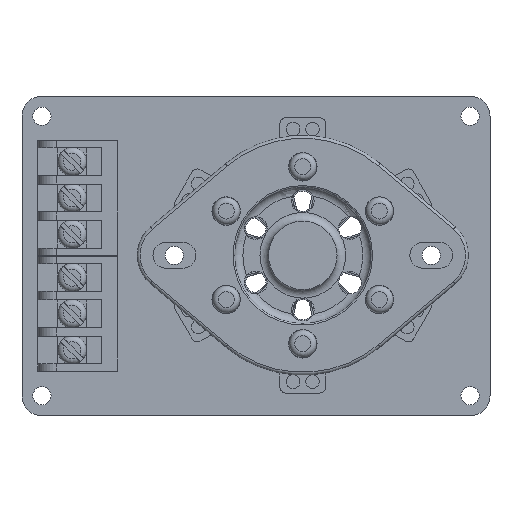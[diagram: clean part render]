
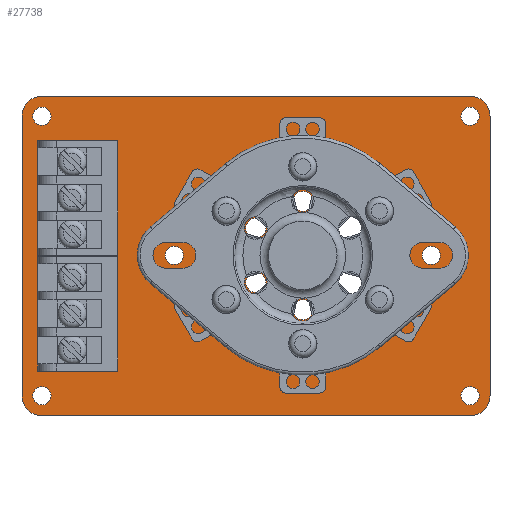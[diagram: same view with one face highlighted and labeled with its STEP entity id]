
A CAD part, top view. The second image highlights one B-rep face of the part: STEP entity #27738.
In plain terms, the highlighted planar face has unit normal (0, 0, 1).
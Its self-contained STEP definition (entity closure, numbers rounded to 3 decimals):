
#27391 = VERTEX_POINT('',#27392);
#27392 = CARTESIAN_POINT('',(164.5,-71.,1.6));
#27398 = EDGE_CURVE('',#27391,#27399,#27401,.T.);
#27399 = VERTEX_POINT('',#27400);
#27400 = CARTESIAN_POINT('',(168.,-74.5,1.6));
#27401 = CIRCLE('',#27402,3.5);
#27402 = AXIS2_PLACEMENT_3D('',#27403,#27404,#27405);
#27403 = CARTESIAN_POINT('',(164.5,-74.5,1.6));
#27404 = DIRECTION('',(0.,0.,-1.));
#27405 = DIRECTION('',(0.,1.,0.));
#27433 = VERTEX_POINT('',#27434);
#27434 = CARTESIAN_POINT('',(89.5,-71.,1.6));
#27440 = EDGE_CURVE('',#27433,#27391,#27441,.T.);
#27441 = LINE('',#27442,#27443);
#27442 = CARTESIAN_POINT('',(89.5,-71.,1.6));
#27443 = VECTOR('',#27444,1.);
#27444 = DIRECTION('',(1.,0.,0.));
#27462 = EDGE_CURVE('',#27399,#27463,#27465,.T.);
#27463 = VERTEX_POINT('',#27464);
#27464 = CARTESIAN_POINT('',(168.,-123.5,1.6));
#27465 = LINE('',#27466,#27467);
#27466 = CARTESIAN_POINT('',(168.,-74.5,1.6));
#27467 = VECTOR('',#27468,1.);
#27468 = DIRECTION('',(0.,-1.,0.));
#27738 = ADVANCED_FACE('',(#27739,#27785,#27796,#27807,#27818,#27829,
    #27840,#27851,#27862,#27873,#27884,#27895,#27906,#27917,#27928,
    #27939,#27950,#27961,#27972),#27983,.T.);
#27739 = FACE_BOUND('',#27740,.T.);
#27740 = EDGE_LOOP('',(#27741,#27742,#27743,#27752,#27760,#27769,#27777,
    #27784));
#27741 = ORIENTED_EDGE('',*,*,#27398,.F.);
#27742 = ORIENTED_EDGE('',*,*,#27440,.F.);
#27743 = ORIENTED_EDGE('',*,*,#27744,.F.);
#27744 = EDGE_CURVE('',#27745,#27433,#27747,.T.);
#27745 = VERTEX_POINT('',#27746);
#27746 = CARTESIAN_POINT('',(86.,-74.5,1.6));
#27747 = CIRCLE('',#27748,3.5);
#27748 = AXIS2_PLACEMENT_3D('',#27749,#27750,#27751);
#27749 = CARTESIAN_POINT('',(89.5,-74.5,1.6));
#27750 = DIRECTION('',(0.,0.,-1.));
#27751 = DIRECTION('',(-1.,0.,-0.));
#27752 = ORIENTED_EDGE('',*,*,#27753,.F.);
#27753 = EDGE_CURVE('',#27754,#27745,#27756,.T.);
#27754 = VERTEX_POINT('',#27755);
#27755 = CARTESIAN_POINT('',(86.,-123.5,1.6));
#27756 = LINE('',#27757,#27758);
#27757 = CARTESIAN_POINT('',(86.,-123.5,1.6));
#27758 = VECTOR('',#27759,1.);
#27759 = DIRECTION('',(0.,1.,0.));
#27760 = ORIENTED_EDGE('',*,*,#27761,.F.);
#27761 = EDGE_CURVE('',#27762,#27754,#27764,.T.);
#27762 = VERTEX_POINT('',#27763);
#27763 = CARTESIAN_POINT('',(89.5,-127.,1.6));
#27764 = CIRCLE('',#27765,3.5);
#27765 = AXIS2_PLACEMENT_3D('',#27766,#27767,#27768);
#27766 = CARTESIAN_POINT('',(89.5,-123.5,1.6));
#27767 = DIRECTION('',(0.,0.,-1.));
#27768 = DIRECTION('',(0.,-1.,0.));
#27769 = ORIENTED_EDGE('',*,*,#27770,.F.);
#27770 = EDGE_CURVE('',#27771,#27762,#27773,.T.);
#27771 = VERTEX_POINT('',#27772);
#27772 = CARTESIAN_POINT('',(164.5,-127.,1.6));
#27773 = LINE('',#27774,#27775);
#27774 = CARTESIAN_POINT('',(164.5,-127.,1.6));
#27775 = VECTOR('',#27776,1.);
#27776 = DIRECTION('',(-1.,0.,0.));
#27777 = ORIENTED_EDGE('',*,*,#27778,.F.);
#27778 = EDGE_CURVE('',#27463,#27771,#27779,.T.);
#27779 = CIRCLE('',#27780,3.5);
#27780 = AXIS2_PLACEMENT_3D('',#27781,#27782,#27783);
#27781 = CARTESIAN_POINT('',(164.5,-123.5,1.6));
#27782 = DIRECTION('',(0.,0.,-1.));
#27783 = DIRECTION('',(1.,0.,0.));
#27784 = ORIENTED_EDGE('',*,*,#27462,.F.);
#27785 = FACE_BOUND('',#27786,.T.);
#27786 = EDGE_LOOP('',(#27787));
#27787 = ORIENTED_EDGE('',*,*,#27788,.T.);
#27788 = EDGE_CURVE('',#27789,#27789,#27791,.T.);
#27789 = VERTEX_POINT('',#27790);
#27790 = CARTESIAN_POINT('',(89.5,-125.1,1.6));
#27791 = CIRCLE('',#27792,1.6);
#27792 = AXIS2_PLACEMENT_3D('',#27793,#27794,#27795);
#27793 = CARTESIAN_POINT('',(89.5,-123.5,1.6));
#27794 = DIRECTION('',(-0.,0.,-1.));
#27795 = DIRECTION('',(-0.,-1.,0.));
#27796 = FACE_BOUND('',#27797,.T.);
#27797 = EDGE_LOOP('',(#27798));
#27798 = ORIENTED_EDGE('',*,*,#27799,.T.);
#27799 = EDGE_CURVE('',#27800,#27800,#27802,.T.);
#27800 = VERTEX_POINT('',#27801);
#27801 = CARTESIAN_POINT('',(99.,-116.25,1.6));
#27802 = CIRCLE('',#27803,0.75);
#27803 = AXIS2_PLACEMENT_3D('',#27804,#27805,#27806);
#27804 = CARTESIAN_POINT('',(99.,-115.5,1.6));
#27805 = DIRECTION('',(-0.,0.,-1.));
#27806 = DIRECTION('',(-0.,-1.,0.));
#27807 = FACE_BOUND('',#27808,.T.);
#27808 = EDGE_LOOP('',(#27809));
#27809 = ORIENTED_EDGE('',*,*,#27810,.T.);
#27810 = EDGE_CURVE('',#27811,#27811,#27813,.T.);
#27811 = VERTEX_POINT('',#27812);
#27812 = CARTESIAN_POINT('',(99.,-109.9,1.6));
#27813 = CIRCLE('',#27814,0.75);
#27814 = AXIS2_PLACEMENT_3D('',#27815,#27816,#27817);
#27815 = CARTESIAN_POINT('',(99.,-109.15,1.6));
#27816 = DIRECTION('',(-0.,0.,-1.));
#27817 = DIRECTION('',(-0.,-1.,0.));
#27818 = FACE_BOUND('',#27819,.T.);
#27819 = EDGE_LOOP('',(#27820));
#27820 = ORIENTED_EDGE('',*,*,#27821,.T.);
#27821 = EDGE_CURVE('',#27822,#27822,#27824,.T.);
#27822 = VERTEX_POINT('',#27823);
#27823 = CARTESIAN_POINT('',(99.,-103.55,1.6));
#27824 = CIRCLE('',#27825,0.75);
#27825 = AXIS2_PLACEMENT_3D('',#27826,#27827,#27828);
#27826 = CARTESIAN_POINT('',(99.,-102.8,1.6));
#27827 = DIRECTION('',(-0.,0.,-1.));
#27828 = DIRECTION('',(-0.,-1.,0.));
#27829 = FACE_BOUND('',#27830,.T.);
#27830 = EDGE_LOOP('',(#27831));
#27831 = ORIENTED_EDGE('',*,*,#27832,.F.);
#27832 = EDGE_CURVE('',#27833,#27833,#27835,.T.);
#27833 = VERTEX_POINT('',#27834);
#27834 = CARTESIAN_POINT('',(128.7,-103.65,1.6));
#27835 = CIRCLE('',#27836,1.75);
#27836 = AXIS2_PLACEMENT_3D('',#27837,#27838,#27839);
#27837 = CARTESIAN_POINT('',(126.95,-103.65,1.6));
#27838 = DIRECTION('',(0.,0.,1.));
#27839 = DIRECTION('',(1.,0.,-0.));
#27840 = FACE_BOUND('',#27841,.T.);
#27841 = EDGE_LOOP('',(#27842));
#27842 = ORIENTED_EDGE('',*,*,#27843,.T.);
#27843 = EDGE_CURVE('',#27844,#27844,#27846,.T.);
#27844 = VERTEX_POINT('',#27845);
#27845 = CARTESIAN_POINT('',(164.5,-125.1,1.6));
#27846 = CIRCLE('',#27847,1.6);
#27847 = AXIS2_PLACEMENT_3D('',#27848,#27849,#27850);
#27848 = CARTESIAN_POINT('',(164.5,-123.5,1.6));
#27849 = DIRECTION('',(-0.,0.,-1.));
#27850 = DIRECTION('',(-0.,-1.,0.));
#27851 = FACE_BOUND('',#27852,.T.);
#27852 = EDGE_LOOP('',(#27853));
#27853 = ORIENTED_EDGE('',*,*,#27854,.F.);
#27854 = EDGE_CURVE('',#27855,#27855,#27857,.T.);
#27855 = VERTEX_POINT('',#27856);
#27856 = CARTESIAN_POINT('',(136.95,-108.4,1.6));
#27857 = CIRCLE('',#27858,1.75);
#27858 = AXIS2_PLACEMENT_3D('',#27859,#27860,#27861);
#27859 = CARTESIAN_POINT('',(135.2,-108.4,1.6));
#27860 = DIRECTION('',(0.,0.,1.));
#27861 = DIRECTION('',(1.,0.,-0.));
#27862 = FACE_BOUND('',#27863,.T.);
#27863 = EDGE_LOOP('',(#27864));
#27864 = ORIENTED_EDGE('',*,*,#27865,.F.);
#27865 = EDGE_CURVE('',#27866,#27866,#27868,.T.);
#27866 = VERTEX_POINT('',#27867);
#27867 = CARTESIAN_POINT('',(145.55,-103.65,1.6));
#27868 = CIRCLE('',#27869,2.1);
#27869 = AXIS2_PLACEMENT_3D('',#27870,#27871,#27872);
#27870 = CARTESIAN_POINT('',(143.45,-103.65,1.6));
#27871 = DIRECTION('',(0.,0.,1.));
#27872 = DIRECTION('',(1.,0.,-0.));
#27873 = FACE_BOUND('',#27874,.T.);
#27874 = EDGE_LOOP('',(#27875));
#27875 = ORIENTED_EDGE('',*,*,#27876,.T.);
#27876 = EDGE_CURVE('',#27877,#27877,#27879,.T.);
#27877 = VERTEX_POINT('',#27878);
#27878 = CARTESIAN_POINT('',(99.,-95.95,1.6));
#27879 = CIRCLE('',#27880,0.75);
#27880 = AXIS2_PLACEMENT_3D('',#27881,#27882,#27883);
#27881 = CARTESIAN_POINT('',(99.,-95.2,1.6));
#27882 = DIRECTION('',(-0.,0.,-1.));
#27883 = DIRECTION('',(-0.,-1.,0.));
#27884 = FACE_BOUND('',#27885,.T.);
#27885 = EDGE_LOOP('',(#27886));
#27886 = ORIENTED_EDGE('',*,*,#27887,.T.);
#27887 = EDGE_CURVE('',#27888,#27888,#27890,.T.);
#27888 = VERTEX_POINT('',#27889);
#27889 = CARTESIAN_POINT('',(99.,-89.6,1.6));
#27890 = CIRCLE('',#27891,0.75);
#27891 = AXIS2_PLACEMENT_3D('',#27892,#27893,#27894);
#27892 = CARTESIAN_POINT('',(99.,-88.85,1.6));
#27893 = DIRECTION('',(-0.,0.,-1.));
#27894 = DIRECTION('',(-0.,-1.,0.));
#27895 = FACE_BOUND('',#27896,.T.);
#27896 = EDGE_LOOP('',(#27897));
#27897 = ORIENTED_EDGE('',*,*,#27898,.F.);
#27898 = EDGE_CURVE('',#27899,#27899,#27901,.T.);
#27899 = VERTEX_POINT('',#27900);
#27900 = CARTESIAN_POINT('',(114.3,-98.9,1.6));
#27901 = CIRCLE('',#27902,1.6);
#27902 = AXIS2_PLACEMENT_3D('',#27903,#27904,#27905);
#27903 = CARTESIAN_POINT('',(112.7,-98.9,1.6));
#27904 = DIRECTION('',(0.,0.,1.));
#27905 = DIRECTION('',(1.,0.,-0.));
#27906 = FACE_BOUND('',#27907,.T.);
#27907 = EDGE_LOOP('',(#27908));
#27908 = ORIENTED_EDGE('',*,*,#27909,.F.);
#27909 = EDGE_CURVE('',#27910,#27910,#27912,.T.);
#27910 = VERTEX_POINT('',#27911);
#27911 = CARTESIAN_POINT('',(128.7,-94.15,1.6));
#27912 = CIRCLE('',#27913,1.75);
#27913 = AXIS2_PLACEMENT_3D('',#27914,#27915,#27916);
#27914 = CARTESIAN_POINT('',(126.95,-94.15,1.6));
#27915 = DIRECTION('',(0.,0.,1.));
#27916 = DIRECTION('',(1.,0.,-0.));
#27917 = FACE_BOUND('',#27918,.T.);
#27918 = EDGE_LOOP('',(#27919));
#27919 = ORIENTED_EDGE('',*,*,#27920,.T.);
#27920 = EDGE_CURVE('',#27921,#27921,#27923,.T.);
#27921 = VERTEX_POINT('',#27922);
#27922 = CARTESIAN_POINT('',(99.,-83.25,1.6));
#27923 = CIRCLE('',#27924,0.75);
#27924 = AXIS2_PLACEMENT_3D('',#27925,#27926,#27927);
#27925 = CARTESIAN_POINT('',(99.,-82.5,1.6));
#27926 = DIRECTION('',(-0.,0.,-1.));
#27927 = DIRECTION('',(-0.,-1.,0.));
#27928 = FACE_BOUND('',#27929,.T.);
#27929 = EDGE_LOOP('',(#27930));
#27930 = ORIENTED_EDGE('',*,*,#27931,.T.);
#27931 = EDGE_CURVE('',#27932,#27932,#27934,.T.);
#27932 = VERTEX_POINT('',#27933);
#27933 = CARTESIAN_POINT('',(89.5,-76.1,1.6));
#27934 = CIRCLE('',#27935,1.6);
#27935 = AXIS2_PLACEMENT_3D('',#27936,#27937,#27938);
#27936 = CARTESIAN_POINT('',(89.5,-74.5,1.6));
#27937 = DIRECTION('',(-0.,0.,-1.));
#27938 = DIRECTION('',(-0.,-1.,0.));
#27939 = FACE_BOUND('',#27940,.T.);
#27940 = EDGE_LOOP('',(#27941));
#27941 = ORIENTED_EDGE('',*,*,#27942,.F.);
#27942 = EDGE_CURVE('',#27943,#27943,#27945,.T.);
#27943 = VERTEX_POINT('',#27944);
#27944 = CARTESIAN_POINT('',(145.55,-94.15,1.6));
#27945 = CIRCLE('',#27946,2.1);
#27946 = AXIS2_PLACEMENT_3D('',#27947,#27948,#27949);
#27947 = CARTESIAN_POINT('',(143.45,-94.15,1.6));
#27948 = DIRECTION('',(0.,0.,1.));
#27949 = DIRECTION('',(1.,0.,-0.));
#27950 = FACE_BOUND('',#27951,.T.);
#27951 = EDGE_LOOP('',(#27952));
#27952 = ORIENTED_EDGE('',*,*,#27953,.F.);
#27953 = EDGE_CURVE('',#27954,#27954,#27956,.T.);
#27954 = VERTEX_POINT('',#27955);
#27955 = CARTESIAN_POINT('',(136.95,-89.4,1.6));
#27956 = CIRCLE('',#27957,1.75);
#27957 = AXIS2_PLACEMENT_3D('',#27958,#27959,#27960);
#27958 = CARTESIAN_POINT('',(135.2,-89.4,1.6));
#27959 = DIRECTION('',(0.,0.,1.));
#27960 = DIRECTION('',(1.,0.,-0.));
#27961 = FACE_BOUND('',#27962,.T.);
#27962 = EDGE_LOOP('',(#27963));
#27963 = ORIENTED_EDGE('',*,*,#27964,.F.);
#27964 = EDGE_CURVE('',#27965,#27965,#27967,.T.);
#27965 = VERTEX_POINT('',#27966);
#27966 = CARTESIAN_POINT('',(159.3,-98.9,1.6));
#27967 = CIRCLE('',#27968,1.6);
#27968 = AXIS2_PLACEMENT_3D('',#27969,#27970,#27971);
#27969 = CARTESIAN_POINT('',(157.7,-98.9,1.6));
#27970 = DIRECTION('',(0.,0.,1.));
#27971 = DIRECTION('',(1.,0.,-0.));
#27972 = FACE_BOUND('',#27973,.T.);
#27973 = EDGE_LOOP('',(#27974));
#27974 = ORIENTED_EDGE('',*,*,#27975,.T.);
#27975 = EDGE_CURVE('',#27976,#27976,#27978,.T.);
#27976 = VERTEX_POINT('',#27977);
#27977 = CARTESIAN_POINT('',(164.5,-76.1,1.6));
#27978 = CIRCLE('',#27979,1.6);
#27979 = AXIS2_PLACEMENT_3D('',#27980,#27981,#27982);
#27980 = CARTESIAN_POINT('',(164.5,-74.5,1.6));
#27981 = DIRECTION('',(-0.,0.,-1.));
#27982 = DIRECTION('',(-0.,-1.,0.));
#27983 = PLANE('',#27984);
#27984 = AXIS2_PLACEMENT_3D('',#27985,#27986,#27987);
#27985 = CARTESIAN_POINT('',(0.,0.,1.6));
#27986 = DIRECTION('',(0.,0.,1.));
#27987 = DIRECTION('',(1.,0.,-0.));
